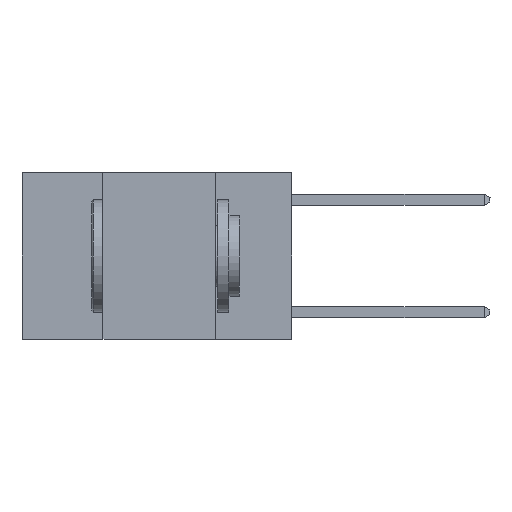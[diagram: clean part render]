
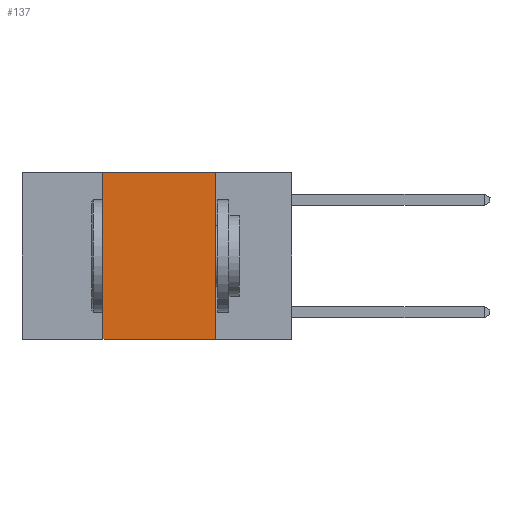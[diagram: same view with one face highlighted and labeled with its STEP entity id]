
A CAD part, left-side view. The second image highlights one B-rep face of the part: STEP entity #137.
In plain terms, the highlighted planar face has unit normal (-1, 0, 0).
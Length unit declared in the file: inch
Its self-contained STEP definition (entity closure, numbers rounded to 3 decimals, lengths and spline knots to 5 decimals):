
#137 = ADVANCED_FACE ( 'NONE', ( #7826 ), #12856, .F. ) ;
#352 = CARTESIAN_POINT ( 'NONE',  ( 0., 0.17, 0. ) ) ;
#930 = EDGE_CURVE ( 'NONE', #8118, #1347, #9391, .T. ) ;
#997 = ORIENTED_EDGE ( 'NONE', *, *, #930, .F. ) ;
#1201 = DIRECTION ( 'NONE',  ( 0., -1., 0. ) ) ;
#1254 = VERTEX_POINT ( 'NONE', #7112 ) ;
#1347 = VERTEX_POINT ( 'NONE', #4390 ) ;
#2217 = LINE ( 'NONE', #6271, #4385 ) ;
#2475 = VECTOR ( 'NONE', #12991, 39.37008 ) ;
#3057 = EDGE_CURVE ( 'NONE', #3064, #1347, #2217, .T. ) ;
#3064 = VERTEX_POINT ( 'NONE', #8451 ) ;
#3279 = ORIENTED_EDGE ( 'NONE', *, *, #3057, .T. ) ;
#3339 = CARTESIAN_POINT ( 'NONE',  ( 0., 0.42, 0. ) ) ;
#3666 = VECTOR ( 'NONE', #6588, 39.37008 ) ;
#4009 = ORIENTED_EDGE ( 'NONE', *, *, #10046, .F. ) ;
#4291 = ORIENTED_EDGE ( 'NONE', *, *, #7048, .F. ) ;
#4385 = VECTOR ( 'NONE', #1201, 39.37008 ) ;
#4390 = CARTESIAN_POINT ( 'NONE',  ( 0., 0.17, -0.37 ) ) ;
#4464 = LINE ( 'NONE', #3339, #3666 ) ;
#4961 = CARTESIAN_POINT ( 'NONE',  ( 0., 0.6, 0. ) ) ;
#6271 = CARTESIAN_POINT ( 'NONE',  ( 0., 0.6, -0.37 ) ) ;
#6588 = DIRECTION ( 'NONE',  ( 0., 0., 1. ) ) ;
#7048 = EDGE_CURVE ( 'NONE', #1254, #8118, #8964, .T. ) ;
#7112 = CARTESIAN_POINT ( 'NONE',  ( 0., 0.42, 0. ) ) ;
#7826 = FACE_OUTER_BOUND ( 'NONE', #12410, .T. ) ;
#8118 = VERTEX_POINT ( 'NONE', #11226 ) ;
#8447 = DIRECTION ( 'NONE',  ( 0., 0., -1. ) ) ;
#8451 = CARTESIAN_POINT ( 'NONE',  ( 0., 0.42, -0.37 ) ) ;
#8877 = VECTOR ( 'NONE', #8447, 39.37008 ) ;
#8964 = LINE ( 'NONE', #4961, #2475 ) ;
#9391 = LINE ( 'NONE', #352, #8877 ) ;
#9693 = DIRECTION ( 'NONE',  ( 1., 0., 0. ) ) ;
#10046 = EDGE_CURVE ( 'NONE', #3064, #1254, #4464, .T. ) ;
#10883 = CARTESIAN_POINT ( 'NONE',  ( 0., 0.6, 0. ) ) ;
#11226 = CARTESIAN_POINT ( 'NONE',  ( 0., 0.17, 0. ) ) ;
#12232 = AXIS2_PLACEMENT_3D ( 'NONE', #10883, #9693, #12661 ) ;
#12410 = EDGE_LOOP ( 'NONE', ( #997, #4291, #4009, #3279 ) ) ;
#12661 = DIRECTION ( 'NONE',  ( 0., 0., -1. ) ) ;
#12856 = PLANE ( 'NONE',  #12232 ) ;
#12991 = DIRECTION ( 'NONE',  ( 0., -1., 0. ) ) ;
